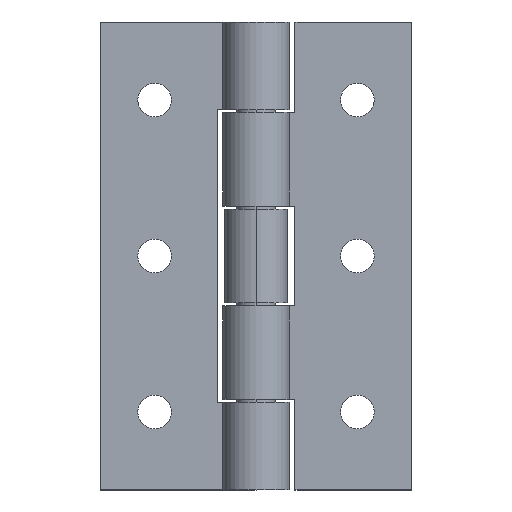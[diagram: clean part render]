
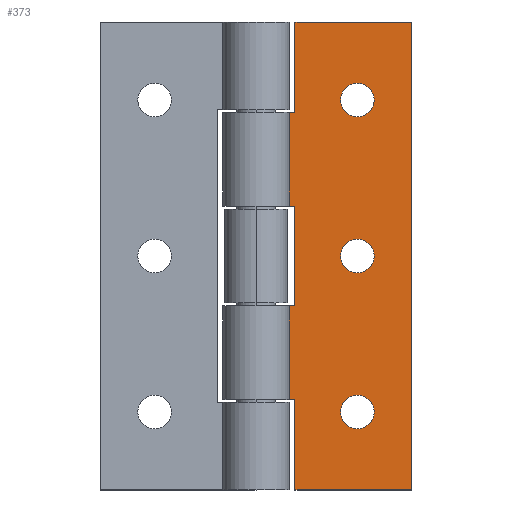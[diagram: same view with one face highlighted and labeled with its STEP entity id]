
A CAD part, top view. The second image highlights one B-rep face of the part: STEP entity #373.
In plain terms, the highlighted planar face has unit normal (0, 0, 1).
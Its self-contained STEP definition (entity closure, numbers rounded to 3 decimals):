
#128 = VERTEX_POINT ( 'NONE', #838 ) ;
#136 = EDGE_CURVE ( 'NONE', #307, #326, #826, .T. ) ;
#137 = ORIENTED_EDGE ( 'NONE', *, *, #139, .T. ) ;
#138 = ORIENTED_EDGE ( 'NONE', *, *, #163, .T. ) ;
#139 = EDGE_CURVE ( 'NONE', #143, #347, #821, .T. ) ;
#140 = ORIENTED_EDGE ( 'NONE', *, *, #330, .T. ) ;
#141 = ORIENTED_EDGE ( 'NONE', *, *, #378, .T. ) ;
#142 = ORIENTED_EDGE ( 'NONE', *, *, #136, .T. ) ;
#143 = VERTEX_POINT ( 'NONE', #880 ) ;
#147 = EDGE_CURVE ( 'NONE', #165, #128, #869, .T. ) ;
#148 = ORIENTED_EDGE ( 'NONE', *, *, #339, .F. ) ;
#149 = ORIENTED_EDGE ( 'NONE', *, *, #323, .T. ) ;
#151 = EDGE_CURVE ( 'NONE', #336, #359, #865, .T. ) ;
#153 = ORIENTED_EDGE ( 'NONE', *, *, #151, .F. ) ;
#154 = EDGE_CURVE ( 'NONE', #335, #143, #861, .T. ) ;
#156 = ORIENTED_EDGE ( 'NONE', *, *, #154, .T. ) ;
#160 = VERTEX_POINT ( 'NONE', #852 ) ;
#161 = ORIENTED_EDGE ( 'NONE', *, *, #166, .T. ) ;
#163 = EDGE_CURVE ( 'NONE', #375, #160, #918, .T. ) ;
#165 = VERTEX_POINT ( 'NONE', #914 ) ;
#166 = EDGE_CURVE ( 'NONE', #160, #165, #913, .T. ) ;
#167 = ORIENTED_EDGE ( 'NONE', *, *, #147, .T. ) ;
#193 = ORIENTED_EDGE ( 'NONE', *, *, #267, .T. ) ;
#194 = ORIENTED_EDGE ( 'NONE', *, *, #197, .T. ) ;
#195 = EDGE_LOOP ( 'NONE', ( #199, #194 ) ) ;
#196 = EDGE_CURVE ( 'NONE', #263, #380, #928, .T. ) ;
#197 = EDGE_CURVE ( 'NONE', #298, #286, #924, .T. ) ;
#198 = EDGE_LOOP ( 'NONE', ( #193, #200, #381, #149, #153, #148, #156, #137, #141, #138, #161, #167 ) ) ;
#199 = ORIENTED_EDGE ( 'NONE', *, *, #288, .T. ) ;
#200 = ORIENTED_EDGE ( 'NONE', *, *, #196, .T. ) ;
#263 = VERTEX_POINT ( 'NONE', #1034 ) ;
#267 = EDGE_CURVE ( 'NONE', #128, #263, #1022, .T. ) ;
#286 = VERTEX_POINT ( 'NONE', #1058 ) ;
#288 = EDGE_CURVE ( 'NONE', #286, #298, #1053, .T. ) ;
#298 = VERTEX_POINT ( 'NONE', #1091 ) ;
#307 = VERTEX_POINT ( 'NONE', #1131 ) ;
#316 = VERTEX_POINT ( 'NONE', #1114 ) ;
#317 = VERTEX_POINT ( 'NONE', #1113 ) ;
#318 = EDGE_CURVE ( 'NONE', #316, #317, #1112, .T. ) ;
#323 = EDGE_CURVE ( 'NONE', #358, #359, #1161, .T. ) ;
#326 = VERTEX_POINT ( 'NONE', #1157 ) ;
#330 = EDGE_CURVE ( 'NONE', #326, #307, #1156, .T. ) ;
#331 = EDGE_LOOP ( 'NONE', ( #140, #142 ) ) ;
#335 = VERTEX_POINT ( 'NONE', #1151 ) ;
#336 = VERTEX_POINT ( 'NONE', #1150 ) ;
#339 = EDGE_CURVE ( 'NONE', #335, #336, #1149, .T. ) ;
#347 = VERTEX_POINT ( 'NONE', #1192 ) ;
#358 = VERTEX_POINT ( 'NONE', #1229 ) ;
#359 = VERTEX_POINT ( 'NONE', #1228 ) ;
#365 = EDGE_CURVE ( 'NONE', #317, #316, #1222, .T. ) ;
#366 = EDGE_LOOP ( 'NONE', ( #367, #368 ) ) ;
#367 = ORIENTED_EDGE ( 'NONE', *, *, #318, .T. ) ;
#368 = ORIENTED_EDGE ( 'NONE', *, *, #365, .T. ) ;
#373 = ADVANCED_FACE ( 'NONE', ( #1208, #1207, #1206, #1205 ), #1270, .F. ) ;
#375 = VERTEX_POINT ( 'NONE', #1265 ) ;
#378 = EDGE_CURVE ( 'NONE', #347, #375, #1263, .T. ) ;
#380 = VERTEX_POINT ( 'NONE', #1259 ) ;
#381 = ORIENTED_EDGE ( 'NONE', *, *, #385, .T. ) ;
#385 = EDGE_CURVE ( 'NONE', #380, #358, #1258, .T. ) ;
#821 = LINE ( 'NONE', #883, #882 ) ;
#822 = DIRECTION ( 'NONE',  ( -1., 0., 0. ) ) ;
#823 = DIRECTION ( 'NONE',  ( 0., 0., -1. ) ) ;
#824 = CARTESIAN_POINT ( 'NONE',  ( 13., 0., -2.75 ) ) ;
#825 = AXIS2_PLACEMENT_3D ( 'NONE', #824, #823, #822 ) ;
#826 = CIRCLE ( 'NONE', #825, 2.15 ) ;
#838 = CARTESIAN_POINT ( 'NONE',  ( 3.24, -6.4, -2.75 ) ) ;
#852 = CARTESIAN_POINT ( 'NONE',  ( 5., 6.4, -2.75 ) ) ;
#858 = DIRECTION ( 'NONE',  ( 0., -1., 0. ) ) ;
#859 = VECTOR ( 'NONE', #858, 1000. ) ;
#860 = CARTESIAN_POINT ( 'NONE',  ( 5., 30., -2.75 ) ) ;
#861 = LINE ( 'NONE', #860, #859 ) ;
#862 = DIRECTION ( 'NONE',  ( 0., -1., 0. ) ) ;
#863 = VECTOR ( 'NONE', #862, 1000. ) ;
#864 = CARTESIAN_POINT ( 'NONE',  ( 20., 30., -2.75 ) ) ;
#865 = LINE ( 'NONE', #864, #863 ) ;
#866 = DIRECTION ( 'NONE',  ( -1., 0., 0. ) ) ;
#867 = VECTOR ( 'NONE', #866, 1000. ) ;
#868 = CARTESIAN_POINT ( 'NONE',  ( 20., -6.4, -2.75 ) ) ;
#869 = LINE ( 'NONE', #868, #867 ) ;
#880 = CARTESIAN_POINT ( 'NONE',  ( 5., 18.4, -2.75 ) ) ;
#881 = DIRECTION ( 'NONE',  ( -1., 0., 0. ) ) ;
#882 = VECTOR ( 'NONE', #881, 1000. ) ;
#883 = CARTESIAN_POINT ( 'NONE',  ( 20., 18.4, -2.75 ) ) ;
#910 = DIRECTION ( 'NONE',  ( 0., -1., 0. ) ) ;
#911 = VECTOR ( 'NONE', #910, 1000. ) ;
#912 = CARTESIAN_POINT ( 'NONE',  ( 5., 30., -2.75 ) ) ;
#913 = LINE ( 'NONE', #912, #911 ) ;
#914 = CARTESIAN_POINT ( 'NONE',  ( 5., -6.4, -2.75 ) ) ;
#915 = DIRECTION ( 'NONE',  ( 1., 0., 0. ) ) ;
#916 = VECTOR ( 'NONE', #915, 1000. ) ;
#917 = CARTESIAN_POINT ( 'NONE',  ( 20., 6.4, -2.75 ) ) ;
#918 = LINE ( 'NONE', #917, #916 ) ;
#920 = DIRECTION ( 'NONE',  ( -1., 0., 0. ) ) ;
#921 = DIRECTION ( 'NONE',  ( 0., 0., -1. ) ) ;
#922 = CARTESIAN_POINT ( 'NONE',  ( 13., 20., -2.75 ) ) ;
#923 = AXIS2_PLACEMENT_3D ( 'NONE', #922, #921, #920 ) ;
#924 = CIRCLE ( 'NONE', #923, 2.15 ) ;
#925 = DIRECTION ( 'NONE',  ( 1., 0., 0. ) ) ;
#926 = VECTOR ( 'NONE', #925, 1000. ) ;
#927 = CARTESIAN_POINT ( 'NONE',  ( 20., -18.4, -2.75 ) ) ;
#928 = LINE ( 'NONE', #927, #926 ) ;
#1019 = DIRECTION ( 'NONE',  ( 0., -1., 0. ) ) ;
#1020 = VECTOR ( 'NONE', #1019, 1000. ) ;
#1021 = CARTESIAN_POINT ( 'NONE',  ( 3.24, 30., -2.75 ) ) ;
#1022 = LINE ( 'NONE', #1021, #1020 ) ;
#1034 = CARTESIAN_POINT ( 'NONE',  ( 3.24, -18.4, -2.75 ) ) ;
#1049 = DIRECTION ( 'NONE',  ( -1., 0., 0. ) ) ;
#1050 = DIRECTION ( 'NONE',  ( 0., 0., -1. ) ) ;
#1051 = CARTESIAN_POINT ( 'NONE',  ( 13., 20., -2.75 ) ) ;
#1052 = AXIS2_PLACEMENT_3D ( 'NONE', #1051, #1050, #1049 ) ;
#1053 = CIRCLE ( 'NONE', #1052, 2.15 ) ;
#1058 = CARTESIAN_POINT ( 'NONE',  ( 15.15, 20., -2.75 ) ) ;
#1091 = CARTESIAN_POINT ( 'NONE',  ( 10.85, 20., -2.75 ) ) ;
#1112 = CIRCLE ( 'NONE', #1174, 2.15 ) ;
#1113 = CARTESIAN_POINT ( 'NONE',  ( 10.85, -20., -2.75 ) ) ;
#1114 = CARTESIAN_POINT ( 'NONE',  ( 15.15, -20., -2.75 ) ) ;
#1131 = CARTESIAN_POINT ( 'NONE',  ( 10.85, 0., -2.75 ) ) ;
#1146 = DIRECTION ( 'NONE',  ( 1., 0., 0. ) ) ;
#1147 = VECTOR ( 'NONE', #1146, 1000. ) ;
#1148 = CARTESIAN_POINT ( 'NONE',  ( 20., 30., -2.75 ) ) ;
#1149 = LINE ( 'NONE', #1148, #1147 ) ;
#1150 = CARTESIAN_POINT ( 'NONE',  ( 20., 30., -2.75 ) ) ;
#1151 = CARTESIAN_POINT ( 'NONE',  ( 5., 30., -2.75 ) ) ;
#1152 = DIRECTION ( 'NONE',  ( -1., 0., 0. ) ) ;
#1153 = DIRECTION ( 'NONE',  ( 0., 0., -1. ) ) ;
#1154 = CARTESIAN_POINT ( 'NONE',  ( 13., 0., -2.75 ) ) ;
#1155 = AXIS2_PLACEMENT_3D ( 'NONE', #1154, #1153, #1152 ) ;
#1156 = CIRCLE ( 'NONE', #1155, 2.15 ) ;
#1157 = CARTESIAN_POINT ( 'NONE',  ( 15.15, 0., -2.75 ) ) ;
#1158 = DIRECTION ( 'NONE',  ( 1., 0., 0. ) ) ;
#1159 = VECTOR ( 'NONE', #1158, 1000. ) ;
#1160 = CARTESIAN_POINT ( 'NONE',  ( 20., -30., -2.75 ) ) ;
#1161 = LINE ( 'NONE', #1160, #1159 ) ;
#1171 = DIRECTION ( 'NONE',  ( -1., 0., 0. ) ) ;
#1172 = DIRECTION ( 'NONE',  ( 0., 0., -1. ) ) ;
#1173 = CARTESIAN_POINT ( 'NONE',  ( 13., -20., -2.75 ) ) ;
#1174 = AXIS2_PLACEMENT_3D ( 'NONE', #1173, #1172, #1171 ) ;
#1192 = CARTESIAN_POINT ( 'NONE',  ( 3.24, 18.4, -2.75 ) ) ;
#1205 = FACE_OUTER_BOUND ( 'NONE', #198, .T. ) ;
#1206 = FACE_BOUND ( 'NONE', #195, .T. ) ;
#1207 = FACE_BOUND ( 'NONE', #331, .T. ) ;
#1208 = FACE_BOUND ( 'NONE', #366, .T. ) ;
#1218 = DIRECTION ( 'NONE',  ( -1., 0., 0. ) ) ;
#1219 = DIRECTION ( 'NONE',  ( 0., 0., -1. ) ) ;
#1220 = CARTESIAN_POINT ( 'NONE',  ( 13., -20., -2.75 ) ) ;
#1221 = AXIS2_PLACEMENT_3D ( 'NONE', #1220, #1219, #1218 ) ;
#1222 = CIRCLE ( 'NONE', #1221, 2.15 ) ;
#1228 = CARTESIAN_POINT ( 'NONE',  ( 20., -30., -2.75 ) ) ;
#1229 = CARTESIAN_POINT ( 'NONE',  ( 5., -30., -2.75 ) ) ;
#1255 = DIRECTION ( 'NONE',  ( 0., -1., 0. ) ) ;
#1256 = VECTOR ( 'NONE', #1255, 1000. ) ;
#1257 = CARTESIAN_POINT ( 'NONE',  ( 5., 30., -2.75 ) ) ;
#1258 = LINE ( 'NONE', #1257, #1256 ) ;
#1259 = CARTESIAN_POINT ( 'NONE',  ( 5., -18.4, -2.75 ) ) ;
#1260 = DIRECTION ( 'NONE',  ( 0., -1., 0. ) ) ;
#1261 = VECTOR ( 'NONE', #1260, 1000. ) ;
#1262 = CARTESIAN_POINT ( 'NONE',  ( 3.24, 30., -2.75 ) ) ;
#1263 = LINE ( 'NONE', #1262, #1261 ) ;
#1265 = CARTESIAN_POINT ( 'NONE',  ( 3.24, 6.4, -2.75 ) ) ;
#1266 = DIRECTION ( 'NONE',  ( -1., 0., 0. ) ) ;
#1267 = DIRECTION ( 'NONE',  ( 0., 0., -1. ) ) ;
#1268 = CARTESIAN_POINT ( 'NONE',  ( 20., 30., -2.75 ) ) ;
#1269 = AXIS2_PLACEMENT_3D ( 'NONE', #1268, #1267, #1266 ) ;
#1270 = PLANE ( 'NONE',  #1269 ) ;
